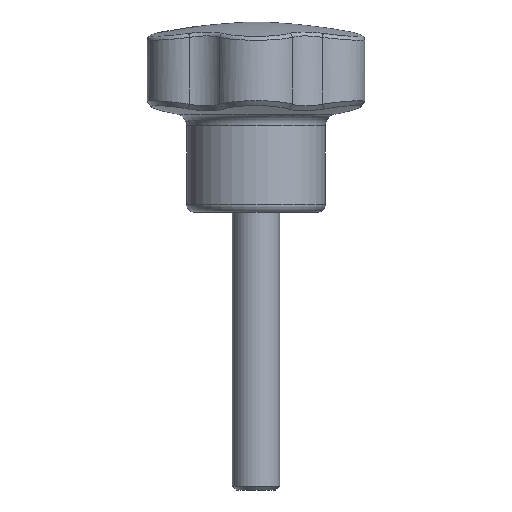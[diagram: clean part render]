
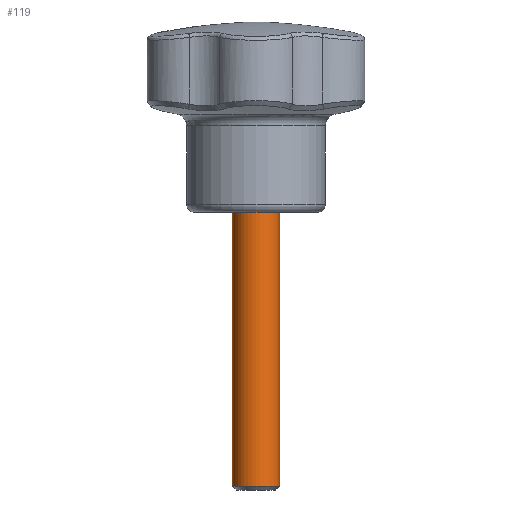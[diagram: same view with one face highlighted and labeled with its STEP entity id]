
A CAD part, front view. The second image highlights one B-rep face of the part: STEP entity #119.
In plain terms, the highlighted cylindrical face has radius 3 mm (diameter 6 mm), a full revolution.
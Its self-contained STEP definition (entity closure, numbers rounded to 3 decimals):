
#119 = ADVANCED_FACE( '', ( #289, #290 ), #291, .T. );
#289 = FACE_OUTER_BOUND( '', #1249, .T. );
#290 = FACE_OUTER_BOUND( '', #1250, .T. );
#291 = CYLINDRICAL_SURFACE( '', #1251, 3. );
#1249 = EDGE_LOOP( '', ( #3337 ) );
#1250 = EDGE_LOOP( '', ( #3338 ) );
#1251 = AXIS2_PLACEMENT_3D( '', #3339, #3340, #3341 );
#3337 = ORIENTED_EDGE( '', *, *, #3770, .T. );
#3338 = ORIENTED_EDGE( '', *, *, #3771, .F. );
#3339 = CARTESIAN_POINT( '', ( 0., 0., -35. ) );
#3340 = DIRECTION( '', ( 0., 0., -1. ) );
#3341 = DIRECTION( '', ( 1., 0., 0. ) );
#3770 = EDGE_CURVE( '', #4013, #4013, #4014, .T. );
#3771 = EDGE_CURVE( '', #4015, #4015, #4016, .T. );
#4013 = VERTEX_POINT( '', #5402 );
#4014 = CIRCLE( '', #5403, 3. );
#4015 = VERTEX_POINT( '', #5404 );
#4016 = CIRCLE( '', #5405, 3. );
#5402 = CARTESIAN_POINT( '', ( 3., 0., -34.5 ) );
#5403 = AXIS2_PLACEMENT_3D( '', #6344, #6345, #6346 );
#5404 = CARTESIAN_POINT( '', ( 3., 0., 0. ) );
#5405 = AXIS2_PLACEMENT_3D( '', #6347, #6348, #6349 );
#6344 = CARTESIAN_POINT( '', ( 0., 0., -34.5 ) );
#6345 = DIRECTION( '', ( 0., 0., 1. ) );
#6346 = DIRECTION( '', ( 1., 0., 0. ) );
#6347 = CARTESIAN_POINT( '', ( 0., 0., 0. ) );
#6348 = DIRECTION( '', ( 0., 0., 1. ) );
#6349 = DIRECTION( '', ( 1., 0., 0. ) );
